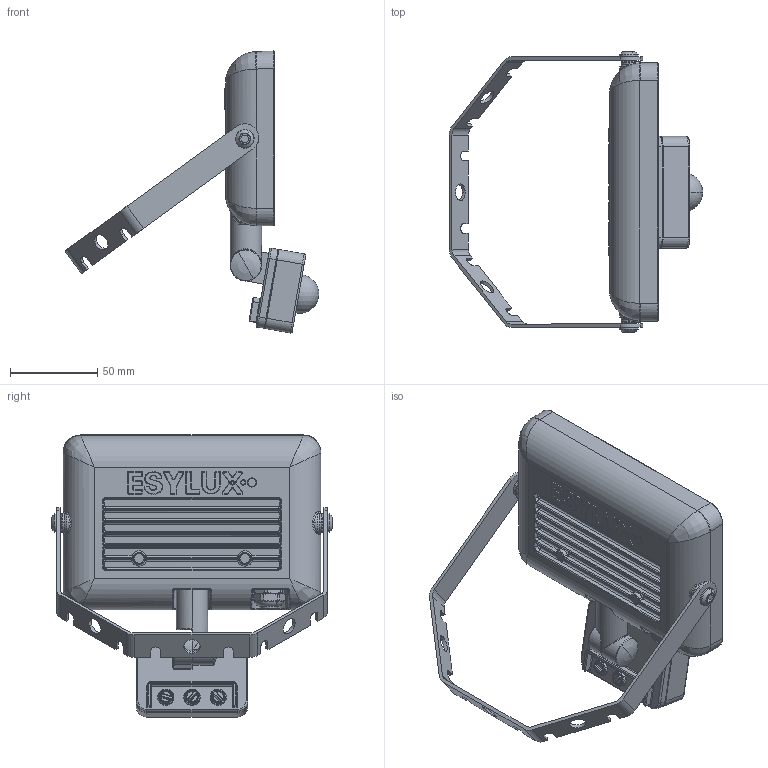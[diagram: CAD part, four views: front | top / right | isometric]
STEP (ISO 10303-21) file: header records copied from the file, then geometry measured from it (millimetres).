
FILE_DESCRIPTION((''),'2;1');
FILE_NAME('');
FILE_SCHEMA(('CONFIG_CONTROL_DESIGN'));
Length unit declared in the file: millimetre
Products named in the file (1): EL10810817
Bounding box: 145.41 x 161.25 x 161.66 mm (x, y, z)
Volume: 283968.4 mm3; surface area: 143715.5 mm2
Topology: 116 solids, 116 shells, 1820 faces, 4166 edges, 2567 vertices
Faces by surface type: plane 943, cylinder 275, bspline 269, cone 153, torus 128, sphere 30, revolution 14, extrusion 8
Entity records: 64559 total; most frequent: CARTESIAN_POINT 29791, ORIENTED_EDGE 8252, DIRECTION 4780, EDGE_CURVE 4126, VERTEX_POINT 2567, VECTOR 2176, LINE 2168, EDGE_LOOP 1863
